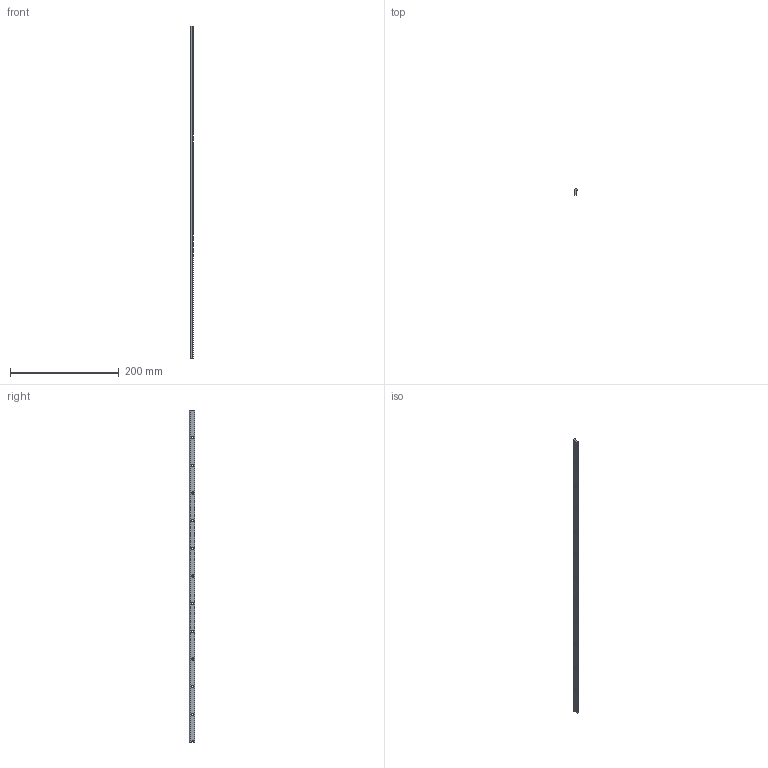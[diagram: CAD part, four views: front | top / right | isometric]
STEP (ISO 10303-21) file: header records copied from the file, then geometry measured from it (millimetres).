
FILE_DESCRIPTION (( 'STEP AP214' ), '1' );
FILE_NAME ('CRT_B8658DC0A7.step', '2022-03-07T23:08:40', ( '' ), ( '' ), 'SwSTEP 2.0', 'SolidWorks 2019', '' );
FILE_SCHEMA (( 'AUTOMOTIVE_DESIGN' ));
Length unit declared in the file: inch
Products named in the file (3): janD23UDYu_CADModel_0; CRT_B8658DC0A7
Assembly tree (1 placements, depth 2):
  CRT_B8658DC0A7
    janD23UDYu_CADModel_0
  janD23UDYu_CADModel_0
Bounding box: 4.75 x 10.98 x 609.6 mm (x, y, z)
Volume: 20642 mm3; surface area: 17548.9 mm2
Topology: 1 solids, 1 shells, 40 faces, 114 edges, 76 vertices
Faces by surface type: cylinder 28, plane 12
Entity records: 1987 total; most frequent: DIRECTION 260, CARTESIAN_POINT 235, ORIENTED_EDGE 228, EDGE_CURVE 114, AXIS2_PLACEMENT_3D 101, VERTEX_POINT 76, EDGE_LOOP 62, VECTOR 58
